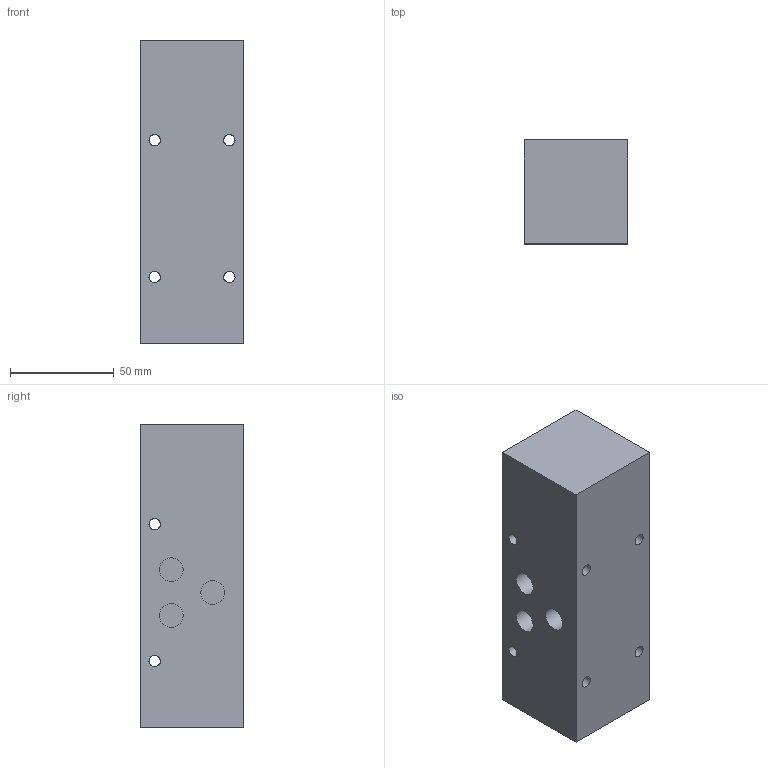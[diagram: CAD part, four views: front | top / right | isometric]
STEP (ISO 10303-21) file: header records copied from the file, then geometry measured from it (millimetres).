
FILE_DESCRIPTION(/* description */ (''),/* implementation_level */ '2;1');
FILE_NAME(/* name */ 'szs_14_510.stp',/* time_stamp */ '2017-01-17T14:26:43+01:00',/* author */ ('hamoud'),/* organization */ (''),/* preprocessor_version */ 'ST-DEVELOPER v15.6',/* originating_system */ 'Autodesk Inventor LT ',/* authorisation */ '');
FILE_SCHEMA (('AUTOMOTIVE_DESIGN { 1 0 10303 214 3 1 1 }'));
Length unit declared in the file: millimetre
Products named in the file (1): SZS-14-510_Airtec
Bounding box: 50 x 50 x 146 mm (x, y, z)
Volume: 348701.5 mm3; surface area: 42179 mm2
Topology: 1 solids, 1 shells, 265 faces, 718 edges, 471 vertices
Faces by surface type: plane 240, cylinder 25
Full cylindrical faces by diameter (mm): 5.5 x14, 8.566 x3, 11.445 x8
Entity records: 8108 total; most frequent: CARTESIAN_POINT 1428, ORIENTED_EDGE 1384, DIRECTION 1274, EDGE_CURVE 692, LINE 642, VECTOR 642, VERTEX_POINT 470, EDGE_LOOP 326
